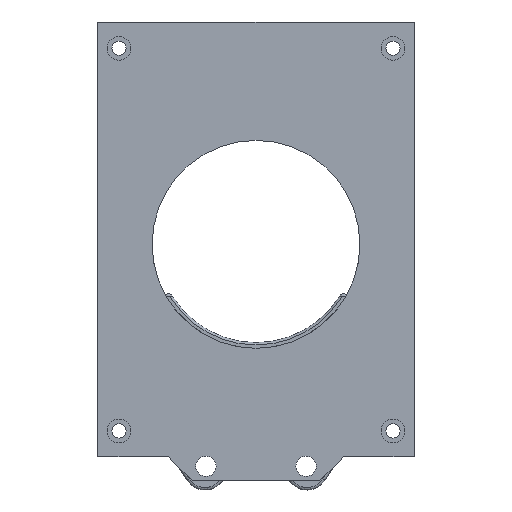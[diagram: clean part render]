
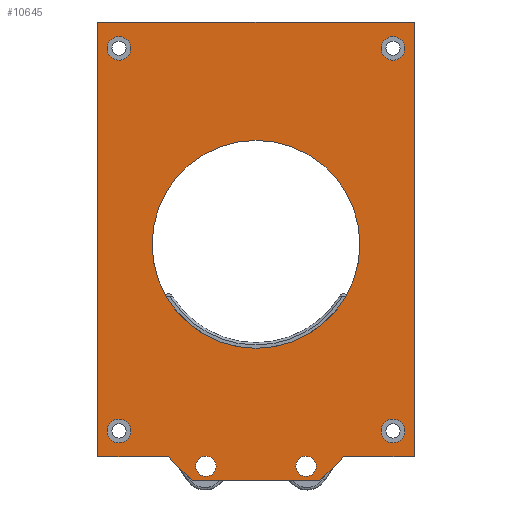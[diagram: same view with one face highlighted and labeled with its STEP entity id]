
A CAD part, front view. The second image highlights one B-rep face of the part: STEP entity #10645.
In plain terms, the highlighted planar face has unit normal (0, -1, 0).
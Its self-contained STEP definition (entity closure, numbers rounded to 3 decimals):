
#313=DIRECTION('',(-1.,0.,0.));
#314=VECTOR('',#313,15.);
#315=CARTESIAN_POINT('',(33.5,-1.5,-19.));
#316=LINE('',#315,#314);
#317=DIRECTION('',(0.707,0.,0.707));
#318=VECTOR('',#317,7.071);
#319=CARTESIAN_POINT('',(13.5,-1.5,-24.));
#320=LINE('',#319,#318);
#321=DIRECTION('',(1.,0.,0.));
#322=VECTOR('',#321,27.);
#323=CARTESIAN_POINT('',(-13.5,-1.5,-24.));
#324=LINE('',#323,#322);
#325=DIRECTION('',(0.707,0.,-0.707));
#326=VECTOR('',#325,7.071);
#327=CARTESIAN_POINT('',(-18.5,-1.5,-19.));
#328=LINE('',#327,#326);
#329=DIRECTION('',(-1.,0.,0.));
#330=VECTOR('',#329,15.);
#331=CARTESIAN_POINT('',(-18.5,-1.5,-19.));
#332=LINE('',#331,#330);
#333=DIRECTION('',(0.,0.,1.));
#334=VECTOR('',#333,92.);
#335=CARTESIAN_POINT('',(-33.5,-1.5,-19.));
#336=LINE('',#335,#334);
#337=DIRECTION('',(1.,0.,0.));
#338=VECTOR('',#337,67.);
#339=CARTESIAN_POINT('',(-33.5,-1.5,73.));
#340=LINE('',#339,#338);
#341=DIRECTION('',(0.,0.,-1.));
#342=VECTOR('',#341,92.);
#343=CARTESIAN_POINT('',(33.5,-1.5,73.));
#344=LINE('',#343,#342);
#345=CARTESIAN_POINT('',(0.,-1.5,26.));
#346=DIRECTION('',(0.,-1.,0.));
#347=DIRECTION('',(-1.,0.,0.));
#348=AXIS2_PLACEMENT_3D('',#345,#346,#347);
#350=CARTESIAN_POINT('',(0.,-1.5,26.));
#351=DIRECTION('',(0.,-1.,0.));
#352=DIRECTION('',(1.,0.,0.));
#353=AXIS2_PLACEMENT_3D('',#350,#351,#352);
#355=CARTESIAN_POINT('',(-29.,-1.5,-13.5));
#356=DIRECTION('',(0.,-1.,0.));
#357=DIRECTION('',(-1.,0.,0.));
#358=AXIS2_PLACEMENT_3D('',#355,#356,#357);
#360=CARTESIAN_POINT('',(-29.,-1.5,-13.5));
#361=DIRECTION('',(0.,-1.,0.));
#362=DIRECTION('',(1.,0.,0.));
#363=AXIS2_PLACEMENT_3D('',#360,#361,#362);
#365=CARTESIAN_POINT('',(-29.,-1.5,67.5));
#366=DIRECTION('',(0.,-1.,0.));
#367=DIRECTION('',(-1.,0.,0.));
#368=AXIS2_PLACEMENT_3D('',#365,#366,#367);
#370=CARTESIAN_POINT('',(-29.,-1.5,67.5));
#371=DIRECTION('',(0.,-1.,0.));
#372=DIRECTION('',(1.,0.,0.));
#373=AXIS2_PLACEMENT_3D('',#370,#371,#372);
#375=CARTESIAN_POINT('',(29.,-1.5,-13.5));
#376=DIRECTION('',(0.,-1.,0.));
#377=DIRECTION('',(-1.,0.,0.));
#378=AXIS2_PLACEMENT_3D('',#375,#376,#377);
#380=CARTESIAN_POINT('',(29.,-1.5,-13.5));
#381=DIRECTION('',(0.,-1.,0.));
#382=DIRECTION('',(1.,0.,0.));
#383=AXIS2_PLACEMENT_3D('',#380,#381,#382);
#385=CARTESIAN_POINT('',(29.,-1.5,67.5));
#386=DIRECTION('',(0.,-1.,0.));
#387=DIRECTION('',(-1.,0.,0.));
#388=AXIS2_PLACEMENT_3D('',#385,#386,#387);
#390=CARTESIAN_POINT('',(29.,-1.5,67.5));
#391=DIRECTION('',(0.,-1.,0.));
#392=DIRECTION('',(1.,0.,0.));
#393=AXIS2_PLACEMENT_3D('',#390,#391,#392);
#395=CARTESIAN_POINT('',(10.6,-1.5,-21.));
#396=DIRECTION('',(0.,1.,0.));
#397=DIRECTION('',(-1.,0.,0.));
#398=AXIS2_PLACEMENT_3D('',#395,#396,#397);
#400=CARTESIAN_POINT('',(10.6,-1.5,-21.));
#401=DIRECTION('',(0.,1.,0.));
#402=DIRECTION('',(1.,0.,0.));
#403=AXIS2_PLACEMENT_3D('',#400,#401,#402);
#405=CARTESIAN_POINT('',(-10.6,-1.5,-21.));
#406=DIRECTION('',(0.,1.,0.));
#407=DIRECTION('',(-1.,0.,0.));
#408=AXIS2_PLACEMENT_3D('',#405,#406,#407);
#410=CARTESIAN_POINT('',(-10.6,-1.5,-21.));
#411=DIRECTION('',(0.,1.,0.));
#412=DIRECTION('',(1.,0.,0.));
#413=AXIS2_PLACEMENT_3D('',#410,#411,#412);
#7966=CARTESIAN_POINT('',(-33.5,-1.5,-19.));
#7968=VERTEX_POINT('',#7966);
#7970=CARTESIAN_POINT('',(33.5,-1.5,-19.));
#7972=VERTEX_POINT('',#7970);
#8166=CARTESIAN_POINT('',(22.,-1.5,26.));
#8167=VERTEX_POINT('',#8166);
#8168=CARTESIAN_POINT('',(-22.,-1.5,26.));
#8169=VERTEX_POINT('',#8168);
#8170=CARTESIAN_POINT('',(33.5,-1.5,73.));
#8171=VERTEX_POINT('',#8170);
#8172=CARTESIAN_POINT('',(-33.5,-1.5,73.));
#8173=VERTEX_POINT('',#8172);
#8174=CARTESIAN_POINT('',(-31.5,-1.5,-13.5));
#8175=CARTESIAN_POINT('',(-26.5,-1.5,-13.5));
#8176=VERTEX_POINT('',#8174);
#8177=VERTEX_POINT('',#8175);
#8178=CARTESIAN_POINT('',(-31.5,-1.5,67.5));
#8179=CARTESIAN_POINT('',(-26.5,-1.5,67.5));
#8180=VERTEX_POINT('',#8178);
#8181=VERTEX_POINT('',#8179);
#8182=CARTESIAN_POINT('',(26.5,-1.5,-13.5));
#8183=CARTESIAN_POINT('',(31.5,-1.5,-13.5));
#8184=VERTEX_POINT('',#8182);
#8185=VERTEX_POINT('',#8183);
#8186=CARTESIAN_POINT('',(26.5,-1.5,67.5));
#8187=CARTESIAN_POINT('',(31.5,-1.5,67.5));
#8188=VERTEX_POINT('',#8186);
#8189=VERTEX_POINT('',#8187);
#8238=CARTESIAN_POINT('',(-13.5,-1.5,-24.));
#8239=CARTESIAN_POINT('',(13.5,-1.5,-24.));
#8240=VERTEX_POINT('',#8238);
#8241=VERTEX_POINT('',#8239);
#8255=CARTESIAN_POINT('',(-18.5,-1.5,-19.));
#8257=VERTEX_POINT('',#8255);
#8259=CARTESIAN_POINT('',(18.5,-1.5,-19.));
#8261=VERTEX_POINT('',#8259);
#8298=CARTESIAN_POINT('',(8.45,-1.5,-21.));
#8299=CARTESIAN_POINT('',(12.75,-1.5,-21.));
#8300=VERTEX_POINT('',#8298);
#8301=VERTEX_POINT('',#8299);
#8302=CARTESIAN_POINT('',(-12.75,-1.5,-21.));
#8303=CARTESIAN_POINT('',(-8.45,-1.5,-21.));
#8304=VERTEX_POINT('',#8302);
#8305=VERTEX_POINT('',#8303);
#10582=CARTESIAN_POINT('',(0.,-1.5,0.));
#10583=DIRECTION('',(0.,-1.,0.));
#10584=DIRECTION('',(-1.,0.,0.));
#10585=AXIS2_PLACEMENT_3D('',#10582,#10583,#10584);
#10586=PLANE('',#10585);
#10588=ORIENTED_EDGE('',*,*,#10587,.T.);
#10590=ORIENTED_EDGE('',*,*,#10589,.F.);
#10591=ORIENTED_EDGE('',*,*,#10565,.F.);
#10592=ORIENTED_EDGE('',*,*,#10307,.F.);
#10594=ORIENTED_EDGE('',*,*,#10593,.T.);
#10596=ORIENTED_EDGE('',*,*,#10595,.T.);
#10598=ORIENTED_EDGE('',*,*,#10597,.T.);
#10600=ORIENTED_EDGE('',*,*,#10599,.T.);
#10601=EDGE_LOOP('',(#10588,#10590,#10591,#10592,#10594,#10596,#10598,#10600));
#10602=FACE_OUTER_BOUND('',#10601,.F.);
#10604=ORIENTED_EDGE('',*,*,#10603,.T.);
#10606=ORIENTED_EDGE('',*,*,#10605,.T.);
#10607=EDGE_LOOP('',(#10604,#10606));
#10608=FACE_BOUND('',#10607,.F.);
#10610=ORIENTED_EDGE('',*,*,#10609,.T.);
#10612=ORIENTED_EDGE('',*,*,#10611,.T.);
#10613=EDGE_LOOP('',(#10610,#10612));
#10614=FACE_BOUND('',#10613,.F.);
#10616=ORIENTED_EDGE('',*,*,#10615,.T.);
#10618=ORIENTED_EDGE('',*,*,#10617,.T.);
#10619=EDGE_LOOP('',(#10616,#10618));
#10620=FACE_BOUND('',#10619,.F.);
#10622=ORIENTED_EDGE('',*,*,#10621,.T.);
#10624=ORIENTED_EDGE('',*,*,#10623,.T.);
#10625=EDGE_LOOP('',(#10622,#10624));
#10626=FACE_BOUND('',#10625,.F.);
#10628=ORIENTED_EDGE('',*,*,#10627,.T.);
#10630=ORIENTED_EDGE('',*,*,#10629,.T.);
#10631=EDGE_LOOP('',(#10628,#10630));
#10632=FACE_BOUND('',#10631,.F.);
#10634=ORIENTED_EDGE('',*,*,#10633,.F.);
#10636=ORIENTED_EDGE('',*,*,#10635,.F.);
#10637=EDGE_LOOP('',(#10634,#10636));
#10638=FACE_BOUND('',#10637,.F.);
#10640=ORIENTED_EDGE('',*,*,#10639,.F.);
#10642=ORIENTED_EDGE('',*,*,#10641,.F.);
#10643=EDGE_LOOP('',(#10640,#10642));
#10644=FACE_BOUND('',#10643,.F.);
#10645=ADVANCED_FACE('',(#10602,#10608,#10614,#10620,#10626,#10632,#10638,
#10644),#10586,.T.);
#349=CIRCLE('',#348,22.);
#354=CIRCLE('',#353,22.);
#359=CIRCLE('',#358,2.5);
#364=CIRCLE('',#363,2.5);
#369=CIRCLE('',#368,2.5);
#374=CIRCLE('',#373,2.5);
#379=CIRCLE('',#378,2.5);
#384=CIRCLE('',#383,2.5);
#389=CIRCLE('',#388,2.5);
#394=CIRCLE('',#393,2.5);
#399=CIRCLE('',#398,2.15);
#404=CIRCLE('',#403,2.15);
#409=CIRCLE('',#408,2.15);
#414=CIRCLE('',#413,2.15);
#10307=EDGE_CURVE('',#8257,#8240,#328,.T.);
#10565=EDGE_CURVE('',#8240,#8241,#324,.T.);
#10587=EDGE_CURVE('',#7972,#8261,#316,.T.);
#10589=EDGE_CURVE('',#8241,#8261,#320,.T.);
#10593=EDGE_CURVE('',#8257,#7968,#332,.T.);
#10595=EDGE_CURVE('',#7968,#8173,#336,.T.);
#10597=EDGE_CURVE('',#8173,#8171,#340,.T.);
#10599=EDGE_CURVE('',#8171,#7972,#344,.T.);
#10603=EDGE_CURVE('',#8169,#8167,#349,.T.);
#10605=EDGE_CURVE('',#8167,#8169,#354,.T.);
#10609=EDGE_CURVE('',#8176,#8177,#359,.T.);
#10611=EDGE_CURVE('',#8177,#8176,#364,.T.);
#10615=EDGE_CURVE('',#8180,#8181,#369,.T.);
#10617=EDGE_CURVE('',#8181,#8180,#374,.T.);
#10621=EDGE_CURVE('',#8184,#8185,#379,.T.);
#10623=EDGE_CURVE('',#8185,#8184,#384,.T.);
#10627=EDGE_CURVE('',#8188,#8189,#389,.T.);
#10629=EDGE_CURVE('',#8189,#8188,#394,.T.);
#10633=EDGE_CURVE('',#8300,#8301,#399,.T.);
#10635=EDGE_CURVE('',#8301,#8300,#404,.T.);
#10639=EDGE_CURVE('',#8304,#8305,#409,.T.);
#10641=EDGE_CURVE('',#8305,#8304,#414,.T.);
